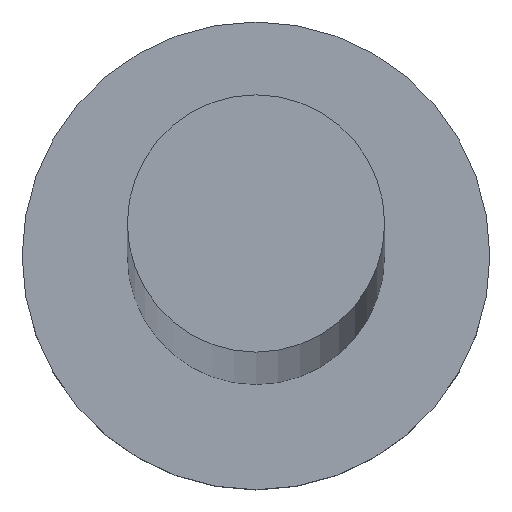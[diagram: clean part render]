
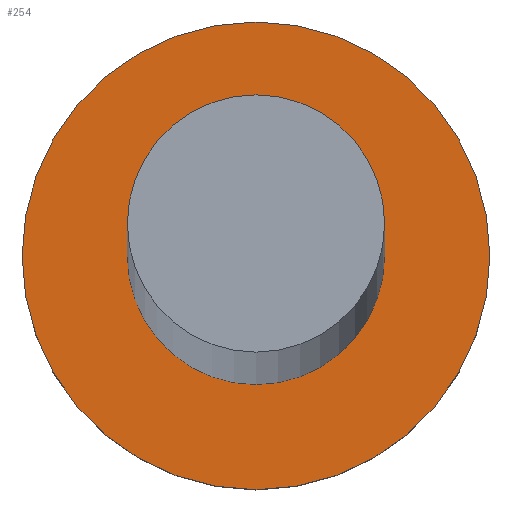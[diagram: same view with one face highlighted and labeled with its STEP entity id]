
A CAD part, top view. The second image highlights one B-rep face of the part: STEP entity #254.
In plain terms, the highlighted planar face has unit normal (0, 0, 1).
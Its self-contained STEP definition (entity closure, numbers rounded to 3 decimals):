
#10 = DIRECTION ( 'NONE',  ( 1., 0., 0. ) ) ;
#19 = AXIS2_PLACEMENT_3D ( 'NONE', #33, #105, #58 ) ;
#20 = DIRECTION ( 'NONE',  ( 1., 0., 0. ) ) ;
#23 = PLANE ( 'NONE',  #88 ) ;
#28 = ORIENTED_EDGE ( 'NONE', *, *, #164, .T. ) ;
#29 = EDGE_LOOP ( 'NONE', ( #213, #28 ) ) ;
#33 = CARTESIAN_POINT ( 'NONE',  ( 0., 0., 3. ) ) ;
#35 = DIRECTION ( 'NONE',  ( 1., 0., 0. ) ) ;
#43 = AXIS2_PLACEMENT_3D ( 'NONE', #182, #245, #190 ) ;
#49 = CARTESIAN_POINT ( 'NONE',  ( 5., 0., 3. ) ) ;
#58 = DIRECTION ( 'NONE',  ( 1., 0., 0. ) ) ;
#66 = VERTEX_POINT ( 'NONE', #232 ) ;
#83 = CIRCLE ( 'NONE', #43, 2.75 ) ;
#88 = AXIS2_PLACEMENT_3D ( 'NONE', #163, #197, #20 ) ;
#89 = CARTESIAN_POINT ( 'NONE',  ( 0., 0., 3. ) ) ;
#92 = VERTEX_POINT ( 'NONE', #168 ) ;
#95 = AXIS2_PLACEMENT_3D ( 'NONE', #89, #212, #35 ) ;
#99 = EDGE_CURVE ( 'NONE', #221, #142, #129, .T. ) ;
#105 = DIRECTION ( 'NONE',  ( 0., 0., 1. ) ) ;
#107 = ORIENTED_EDGE ( 'NONE', *, *, #143, .F. ) ;
#117 = CIRCLE ( 'NONE', #226, 2.75 ) ;
#125 = CARTESIAN_POINT ( 'NONE',  ( 0., 0., 3. ) ) ;
#129 = CIRCLE ( 'NONE', #19, 5. ) ;
#142 = VERTEX_POINT ( 'NONE', #49 ) ;
#143 = EDGE_CURVE ( 'NONE', #66, #92, #83, .T. ) ;
#150 = EDGE_CURVE ( 'NONE', #92, #66, #117, .T. ) ;
#163 = CARTESIAN_POINT ( 'NONE',  ( 0., 0., 3. ) ) ;
#164 = EDGE_CURVE ( 'NONE', #142, #221, #219, .T. ) ;
#168 = CARTESIAN_POINT ( 'NONE',  ( 2.75, 0., 3. ) ) ;
#175 = FACE_BOUND ( 'NONE', #229, .T. ) ;
#182 = CARTESIAN_POINT ( 'NONE',  ( 0., 0., 3. ) ) ;
#185 = DIRECTION ( 'NONE',  ( 0., 0., 1. ) ) ;
#189 = ORIENTED_EDGE ( 'NONE', *, *, #150, .F. ) ;
#190 = DIRECTION ( 'NONE',  ( 1., 0., 0. ) ) ;
#192 = CARTESIAN_POINT ( 'NONE',  ( -5., 0., 3. ) ) ;
#197 = DIRECTION ( 'NONE',  ( 0., 0., 1. ) ) ;
#212 = DIRECTION ( 'NONE',  ( 0., 0., 1. ) ) ;
#213 = ORIENTED_EDGE ( 'NONE', *, *, #99, .T. ) ;
#219 = CIRCLE ( 'NONE', #95, 5. ) ;
#221 = VERTEX_POINT ( 'NONE', #192 ) ;
#226 = AXIS2_PLACEMENT_3D ( 'NONE', #125, #185, #10 ) ;
#229 = EDGE_LOOP ( 'NONE', ( #107, #189 ) ) ;
#232 = CARTESIAN_POINT ( 'NONE',  ( -2.75, 0., 3. ) ) ;
#238 = FACE_OUTER_BOUND ( 'NONE', #29, .T. ) ;
#245 = DIRECTION ( 'NONE',  ( 0., 0., 1. ) ) ;
#254 = ADVANCED_FACE ( 'NONE', ( #175, #238 ), #23, .T. ) ;
